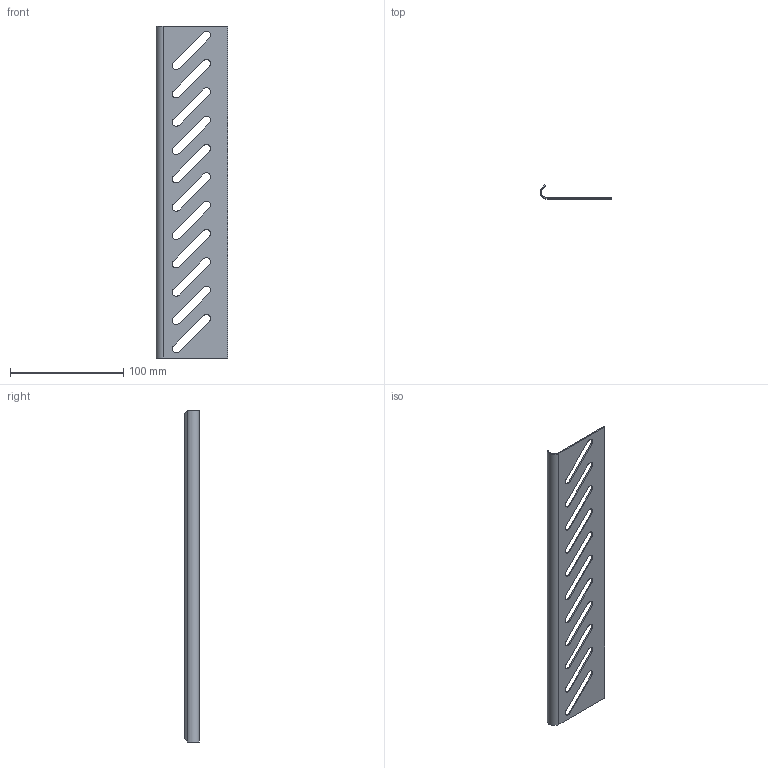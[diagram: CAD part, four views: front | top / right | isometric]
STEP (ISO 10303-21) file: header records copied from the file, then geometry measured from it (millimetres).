
FILE_DESCRIPTION((''),'2;1');
FILE_NAME('7083300','2013-02-06T',('AndreasKeweloh'),(''),'PRO/ENGINEER BY PARAMETRIC TECHNOLOGY CORPORATION, 2012360','PRO/ENGINEER BY PARAMETRIC TECHNOLOGY CORPORATION, 2012360','');
FILE_SCHEMA(('CONFIG_CONTROL_DESIGN'));
Length unit declared in the file: millimetre
Products named in the file (1): 7083300
Bounding box: 62.99 x 12.5 x 293 mm (x, y, z)
Volume: 18075 mm3; surface area: 37956.8 mm2
Topology: 1 solids, 1 shells, 59 faces, 167 edges, 110 vertices
Faces by surface type: plane 34, cylinder 25
Entity records: 2001 total; most frequent: CARTESIAN_POINT 336, DIRECTION 335, ORIENTED_EDGE 334, EDGE_CURVE 167, VECTOR 117, LINE 117, VERTEX_POINT 110, AXIS2_PLACEMENT_3D 109
